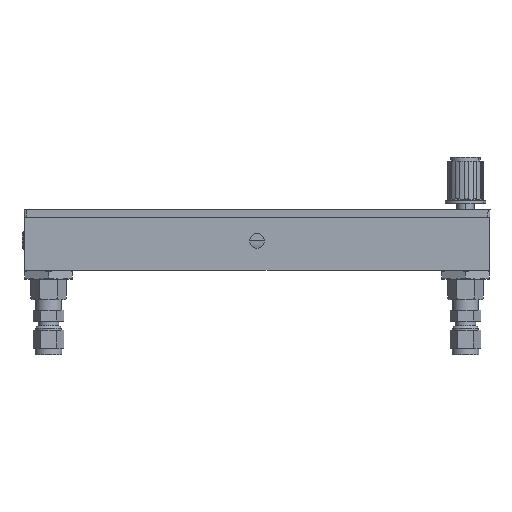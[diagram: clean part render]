
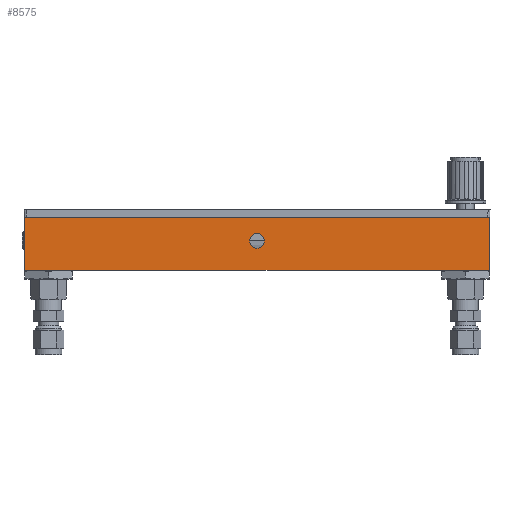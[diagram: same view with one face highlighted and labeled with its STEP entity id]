
A CAD part, left-side view. The second image highlights one B-rep face of the part: STEP entity #8575.
In plain terms, the highlighted planar face has unit normal (-1, 0, 0).
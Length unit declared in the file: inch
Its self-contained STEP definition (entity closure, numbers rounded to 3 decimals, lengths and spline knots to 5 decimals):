
#156 = VERTEX_POINT ( 'NONE', #9781 ) ;
#319 = DIRECTION ( 'NONE',  ( 0., 0., -1. ) ) ;
#454 = PLANE ( 'NONE',  #13548 ) ;
#616 = EDGE_CURVE ( 'NONE', #5422, #1012, #10038, .T. ) ;
#913 = ORIENTED_EDGE ( 'NONE', *, *, #13320, .T. ) ;
#1008 = EDGE_CURVE ( 'NONE', #9576, #1356, #1088, .T. ) ;
#1012 = VERTEX_POINT ( 'NONE', #6421 ) ;
#1088 = LINE ( 'NONE', #7440, #2410 ) ;
#1166 = ORIENTED_EDGE ( 'NONE', *, *, #7607, .F. ) ;
#1183 = ORIENTED_EDGE ( 'NONE', *, *, #6653, .T. ) ;
#1356 = VERTEX_POINT ( 'NONE', #6068 ) ;
#1748 = ORIENTED_EDGE ( 'NONE', *, *, #13043, .F. ) ;
#1951 = CARTESIAN_POINT ( 'NONE',  ( -0.58393, 2.3031, -0.05979 ) ) ;
#2299 = LINE ( 'NONE', #7573, #2590 ) ;
#2410 = VECTOR ( 'NONE', #8398, 39.37008 ) ;
#2590 = VECTOR ( 'NONE', #8379, 39.37008 ) ;
#2739 = ORIENTED_EDGE ( 'NONE', *, *, #1008, .T. ) ;
#2747 = CARTESIAN_POINT ( 'NONE',  ( -0.58393, 7.2081, -0.68479 ) ) ;
#4335 = DIRECTION ( 'NONE',  ( 0., 0., 1. ) ) ;
#4552 = VERTEX_POINT ( 'NONE', #4608 ) ;
#4608 = CARTESIAN_POINT ( 'NONE',  ( -0.58393, 7.2081, -0.68479 ) ) ;
#4617 = CARTESIAN_POINT ( 'NONE',  ( -0.58393, 7.2081, -0.68479 ) ) ;
#4857 = DIRECTION ( 'NONE',  ( 1., 0., 0. ) ) ;
#5214 = ORIENTED_EDGE ( 'NONE', *, *, #616, .T. ) ;
#5422 = VERTEX_POINT ( 'NONE', #6864 ) ;
#5870 = AXIS2_PLACEMENT_3D ( 'NONE', #8914, #13108, #319 ) ;
#5888 = FACE_BOUND ( 'NONE', #7701, .T. ) ;
#6068 = CARTESIAN_POINT ( 'NONE',  ( -0.58393, -2.6019, 0.44021 ) ) ;
#6131 = DIRECTION ( 'NONE',  ( 0., 0., -1. ) ) ;
#6244 = CARTESIAN_POINT ( 'NONE',  ( -0.58393, 7.2081, -0.68479 ) ) ;
#6421 = CARTESIAN_POINT ( 'NONE',  ( -0.58393, 2.3031, 0.09646 ) ) ;
#6653 = EDGE_CURVE ( 'NONE', #4552, #9576, #12135, .T. ) ;
#6796 = VECTOR ( 'NONE', #11112, 39.37008 ) ;
#6864 = CARTESIAN_POINT ( 'NONE',  ( -0.58393, 2.3031, -0.21604 ) ) ;
#7440 = CARTESIAN_POINT ( 'NONE',  ( -0.58393, -2.6019, -0.68479 ) ) ;
#7573 = CARTESIAN_POINT ( 'NONE',  ( -0.58393, 7.2081, 0.44021 ) ) ;
#7607 = EDGE_CURVE ( 'NONE', #4552, #156, #13522, .T. ) ;
#7701 = EDGE_LOOP ( 'NONE', ( #5214, #913 ) ) ;
#7858 = AXIS2_PLACEMENT_3D ( 'NONE', #1951, #7981, #6131 ) ;
#7981 = DIRECTION ( 'NONE',  ( 1., 0., 0. ) ) ;
#8379 = DIRECTION ( 'NONE',  ( 0., -1., 0. ) ) ;
#8398 = DIRECTION ( 'NONE',  ( 0., 0., 1. ) ) ;
#8575 = ADVANCED_FACE ( 'NONE', ( #5888, #9816 ), #454, .F. ) ;
#8914 = CARTESIAN_POINT ( 'NONE',  ( -0.58393, 2.3031, -0.05979 ) ) ;
#9130 = CIRCLE ( 'NONE', #5870, 0.15625 ) ;
#9576 = VERTEX_POINT ( 'NONE', #12237 ) ;
#9781 = CARTESIAN_POINT ( 'NONE',  ( -0.58393, 7.2081, 0.44021 ) ) ;
#9816 = FACE_OUTER_BOUND ( 'NONE', #12596, .T. ) ;
#10038 = CIRCLE ( 'NONE', #7858, 0.15625 ) ;
#10926 = DIRECTION ( 'NONE',  ( 0., 0., -1. ) ) ;
#11112 = DIRECTION ( 'NONE',  ( 0., -1., 0. ) ) ;
#12135 = LINE ( 'NONE', #2747, #6796 ) ;
#12237 = CARTESIAN_POINT ( 'NONE',  ( -0.58393, -2.6019, -0.68479 ) ) ;
#12596 = EDGE_LOOP ( 'NONE', ( #2739, #1748, #1166, #1183 ) ) ;
#13043 = EDGE_CURVE ( 'NONE', #156, #1356, #2299, .T. ) ;
#13108 = DIRECTION ( 'NONE',  ( 1., 0., 0. ) ) ;
#13275 = VECTOR ( 'NONE', #4335, 39.37008 ) ;
#13320 = EDGE_CURVE ( 'NONE', #1012, #5422, #9130, .T. ) ;
#13522 = LINE ( 'NONE', #6244, #13275 ) ;
#13548 = AXIS2_PLACEMENT_3D ( 'NONE', #4617, #4857, #10926 ) ;
